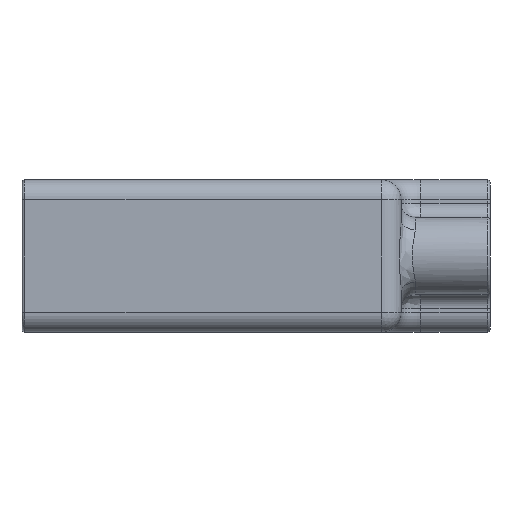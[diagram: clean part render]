
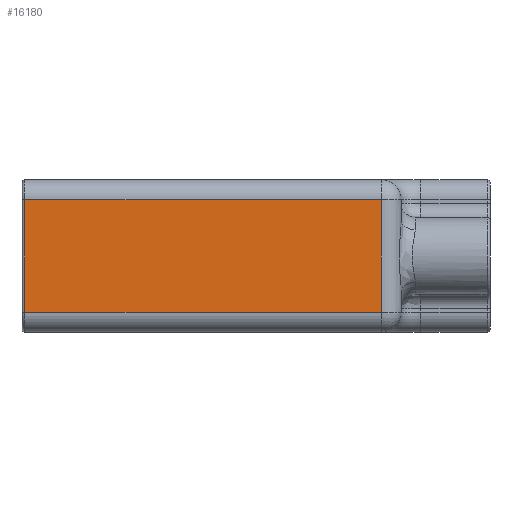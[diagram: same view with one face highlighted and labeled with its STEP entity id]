
A CAD part, left-side view. The second image highlights one B-rep face of the part: STEP entity #16180.
In plain terms, the highlighted planar face has unit normal (-1, 0, 0).
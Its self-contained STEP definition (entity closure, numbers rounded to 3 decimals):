
#476=PLANE('',#18499);
#1787=FACE_OUTER_BOUND('',#2914,.T.);
#2914=EDGE_LOOP('',(#14366,#14367,#14368,#14369));
#3221=LINE('',#25422,#4086);
#3223=LINE('',#25435,#4088);
#3808=LINE('',#31791,#4673);
#3816=LINE('',#31828,#4681);
#4086=VECTOR('',#19607,10.);
#4088=VECTOR('',#19625,10.);
#4673=VECTOR('',#23836,10.);
#4681=VECTOR('',#23894,10.);
#6550=VERTEX_POINT('',#25416);
#6551=VERTEX_POINT('',#25420);
#6554=VERTEX_POINT('',#25434);
#7466=VERTEX_POINT('',#31790);
#8018=EDGE_CURVE('',#6551,#6550,#3221,.T.);
#8024=EDGE_CURVE('',#6554,#6551,#3223,.T.);
#9791=EDGE_CURVE('',#7466,#6554,#3808,.T.);
#9809=EDGE_CURVE('',#6550,#7466,#3816,.T.);
#14366=ORIENTED_EDGE('',*,*,#8018,.T.);
#14367=ORIENTED_EDGE('',*,*,#9809,.T.);
#14368=ORIENTED_EDGE('',*,*,#9791,.T.);
#14369=ORIENTED_EDGE('',*,*,#8024,.T.);
#16180=ADVANCED_FACE('',(#1787),#476,.F.);
#18499=AXIS2_PLACEMENT_3D('',#31829,#23895,#23896);
#19607=DIRECTION('',(0.,0.,-1.));
#19625=DIRECTION('',(0.,1.,0.));
#23836=DIRECTION('',(0.,0.,1.));
#23894=DIRECTION('',(0.,-1.,0.));
#23895=DIRECTION('center_axis',(1.,0.,0.));
#23896=DIRECTION('ref_axis',(0.,-1.,0.));
#25416=CARTESIAN_POINT('',(-22.68,14.75,-4.8));
#25420=CARTESIAN_POINT('',(-22.68,14.75,4.8));
#25422=CARTESIAN_POINT('',(-22.68,14.75,0.));
#25434=CARTESIAN_POINT('',(-22.68,-15.7,4.8));
#25435=CARTESIAN_POINT('',(-22.68,5.,4.8));
#31790=CARTESIAN_POINT('',(-22.68,-15.7,-4.8));
#31791=CARTESIAN_POINT('',(-22.68,-15.7,0.));
#31828=CARTESIAN_POINT('',(-22.68,5.,-4.8));
#31829=CARTESIAN_POINT('Origin',(-22.68,15.,0.));
